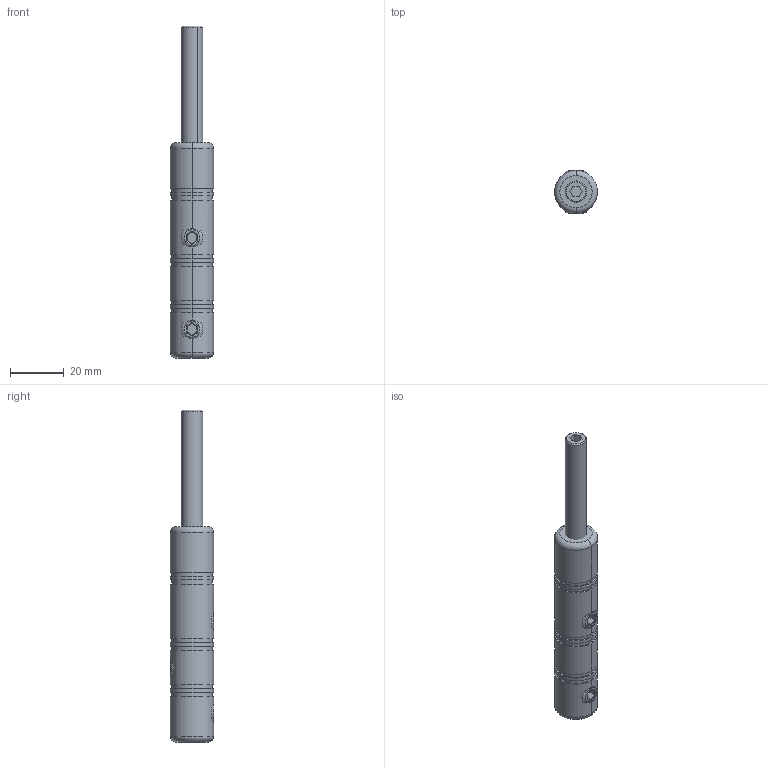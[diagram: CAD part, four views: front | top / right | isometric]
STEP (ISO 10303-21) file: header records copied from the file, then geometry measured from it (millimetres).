
FILE_DESCRIPTION (( 'STEP AP203' ), '1' );
FILE_NAME ('100014008.STEP', '2018-03-12T13:01:27', ( '' ), ( '' ), 'SwSTEP 2.0', 'SolidWorks 2015', '' );
FILE_SCHEMA (( 'CONFIG_CONTROL_DESIGN' ));
Length unit declared in the file: millimetre
Products named in the file (4): 100014008; DIN914_DIN 914 M8x6; DIN913_DIN913 M8x60; 10001X00X Teil 1_100014008 Teil1
Assembly tree (5 placements, depth 2):
  100014008
    10001X00X Teil 1_100014008 Teil1
    DIN914_DIN 914 M8x6  x3
    DIN913_DIN913 M8x60
Bounding box: 16 x 16 x 123.35 mm (x, y, z)
Volume: 14732.6 mm3; surface area: 8891.2 mm2
Topology: 5 solids, 5 shells, 436 faces, 1037 edges, 643 vertices
Faces by surface type: plane 158, bspline 110, cylinder 98, torus 34, cone 18, sphere 18
Entity records: 17495 total; most frequent: CARTESIAN_POINT 9748, ORIENTED_EDGE 1646, DIRECTION 1197, EDGE_CURVE 823, VERTEX_POINT 529, VECTOR 457, LINE 457, EDGE_LOOP 382
